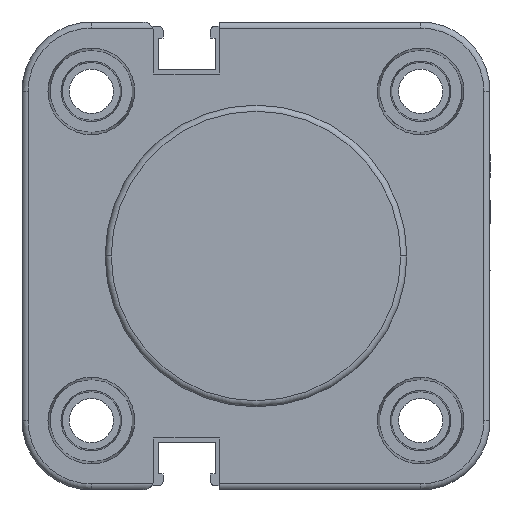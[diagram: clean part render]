
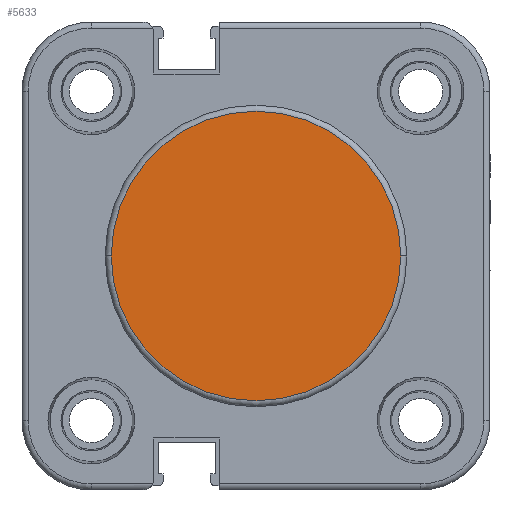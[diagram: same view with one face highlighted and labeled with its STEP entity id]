
A CAD part, front view. The second image highlights one B-rep face of the part: STEP entity #5633.
In plain terms, the highlighted face is planar.
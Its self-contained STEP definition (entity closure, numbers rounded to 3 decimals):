
#78 = AXIS2_PLACEMENT_3D ( 'NONE', #5541, #11501, #15240 ) ;
#1380 = VERTEX_POINT ( 'NONE', #3659 ) ;
#1500 = DIRECTION ( 'NONE',  ( 0., -1., 0. ) ) ;
#2384 = EDGE_CURVE ( 'NONE', #1380, #14168, #3900, .T. ) ;
#2501 = ORIENTED_EDGE ( 'NONE', *, *, #8982, .T. ) ;
#3659 = CARTESIAN_POINT ( 'NONE',  ( 0., -16.7, 0. ) ) ;
#3843 = PLANE ( 'NONE',  #7494 ) ;
#3900 = CIRCLE ( 'NONE', #78, 16.7 ) ;
#3946 = CARTESIAN_POINT ( 'NONE',  ( 0., 0., 0. ) ) ;
#4417 = AXIS2_PLACEMENT_3D ( 'NONE', #11787, #7138, #10571 ) ;
#5381 = CIRCLE ( 'NONE', #4417, 16.7 ) ;
#5541 = CARTESIAN_POINT ( 'NONE',  ( 0., 0., 0. ) ) ;
#5633 = ADVANCED_FACE ( 'NONE', ( #15338 ), #3843, .T. ) ;
#7138 = DIRECTION ( 'NONE',  ( -1., 0., 0. ) ) ;
#7494 = AXIS2_PLACEMENT_3D ( 'NONE', #3946, #8679, #1500 ) ;
#7622 = ORIENTED_EDGE ( 'NONE', *, *, #2384, .T. ) ;
#8607 = EDGE_LOOP ( 'NONE', ( #7622, #2501 ) ) ;
#8679 = DIRECTION ( 'NONE',  ( -1., 0., 0. ) ) ;
#8724 = CARTESIAN_POINT ( 'NONE',  ( 0., 16.7, 0. ) ) ;
#8982 = EDGE_CURVE ( 'NONE', #14168, #1380, #5381, .T. ) ;
#10571 = DIRECTION ( 'NONE',  ( 0., -1., 0. ) ) ;
#11501 = DIRECTION ( 'NONE',  ( -1., 0., 0. ) ) ;
#11787 = CARTESIAN_POINT ( 'NONE',  ( 0., 0., 0. ) ) ;
#14168 = VERTEX_POINT ( 'NONE', #8724 ) ;
#15240 = DIRECTION ( 'NONE',  ( 0., -1., 0. ) ) ;
#15338 = FACE_OUTER_BOUND ( 'NONE', #8607, .T. ) ;
